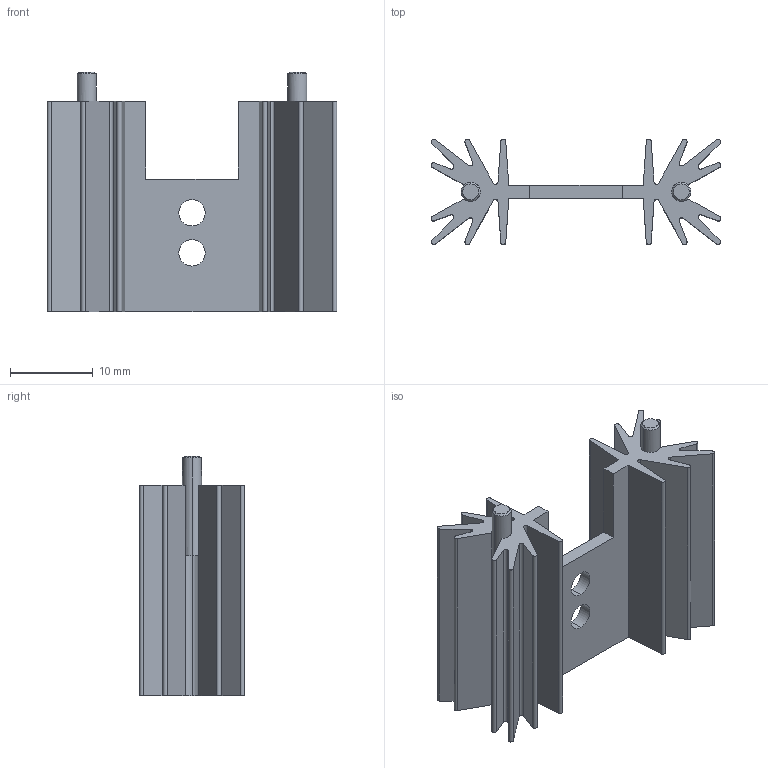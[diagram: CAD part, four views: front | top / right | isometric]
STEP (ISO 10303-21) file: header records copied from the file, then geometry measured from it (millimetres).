
FILE_DESCRIPTION (( 'STEP AP214' ), '1' );
FILE_NAME ('CUI_HSE-B20254-035H.step', '2018-02-16T02:25:25', ( '' ), ( '' ), 'SwSTEP 2.0', 'SolidWorks 2018', '' );
FILE_SCHEMA (( 'AUTOMOTIVE_DESIGN' ));
Length unit declared in the file: millimetre
Products named in the file (1): CUI_HSE-B20254-035H
Bounding box: 34.92 x 12.7 x 28.9 mm (x, y, z)
Volume: 3250.6 mm3; surface area: 5231.9 mm2
Topology: 1 solids, 1 shells, 97 faces, 277 edges, 182 vertices
Faces by surface type: cylinder 49, plane 44, cone 4
Entity records: 3367 total; most frequent: DIRECTION 579, CARTESIAN_POINT 557, ORIENTED_EDGE 554, EDGE_CURVE 277, AXIS2_PLACEMENT_3D 204, VERTEX_POINT 182, LINE 171, VECTOR 171
